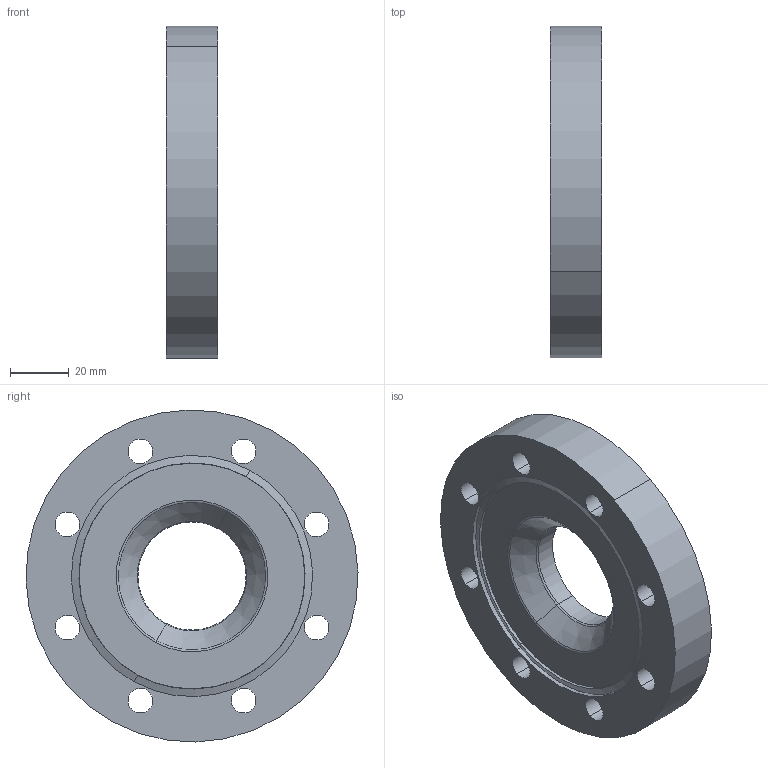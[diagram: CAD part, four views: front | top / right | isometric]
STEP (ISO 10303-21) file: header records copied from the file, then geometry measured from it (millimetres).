
FILE_DESCRIPTION(('CATIA V5 STEP Exchange'),'2;1');
FILE_NAME('ZLCF63CF40WM.stp','2015-06-03T05:44:27+00:00',('none'),('none'),'CATIA Version 5 Release 20 SP 7 (IN-10)','CATIA V5 STEP AP203 Edition 2','none');
FILE_SCHEMA(('AP203_CONFIGURATION_CONTROLLED_3D_DESIGN_OF_MECHANICAL_PARTS_AND_ASSEMBLIES_MIM_LF { 1 0 10303 403 2 1 2}'));
Length unit declared in the file: millimetre
Products named in the file (3): WM40-TLCF63CF40WM; ZLCF63CF40WM; 61850
Assembly tree (2 placements, depth 3):
  WM40-TLCF63CF40WM
    ZLCF63CF40WM
      61850
Bounding box: 17.5 x 113.47 x 113.47 mm (x, y, z)
Volume: 138268.1 mm3; surface area: 30695.1 mm2
Topology: 1 solids, 1 shells, 60 faces, 136 edges, 86 vertices
Faces by surface type: cylinder 36, plane 10, cone 10, torus 4
Entity records: 1670 total; most frequent: ORIENTED_EDGE 272, CARTESIAN_POINT 266, DIRECTION 210, EDGE_CURVE 136, AXIS2_PLACEMENT_3D 127, CIRCLE 90, VERTEX_POINT 86, EDGE_LOOP 86
